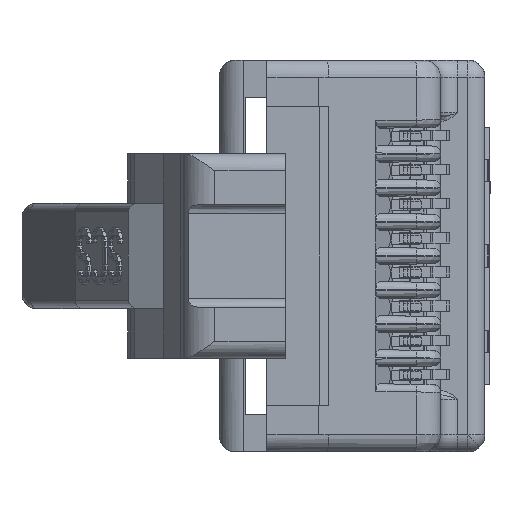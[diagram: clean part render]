
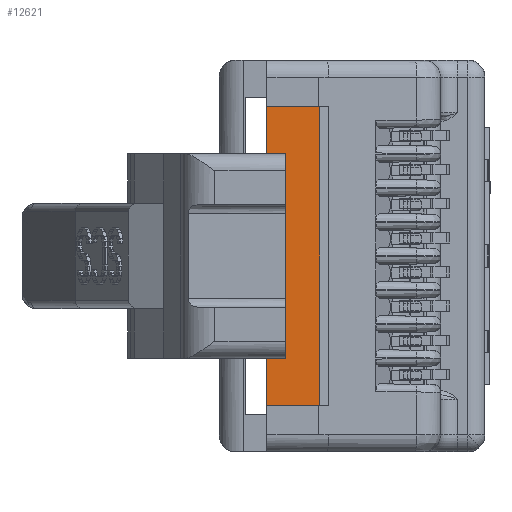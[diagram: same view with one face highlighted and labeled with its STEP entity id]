
A CAD part, left-side view. The second image highlights one B-rep face of the part: STEP entity #12621.
In plain terms, the highlighted face is planar.
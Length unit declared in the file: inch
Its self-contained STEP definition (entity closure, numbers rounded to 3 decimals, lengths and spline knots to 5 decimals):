
#165 = FACE_OUTER_BOUND ( 'NONE', #19958, .T. ) ;
#237 = LINE ( 'NONE', #25080, #5675 ) ;
#1128 = LINE ( 'NONE', #9101, #12102 ) ;
#1327 = ORIENTED_EDGE ( 'NONE', *, *, #20908, .T. ) ;
#1395 = ORIENTED_EDGE ( 'NONE', *, *, #19337, .T. ) ;
#1719 = CARTESIAN_POINT ( 'NONE',  ( 0.12, 0.078, 0.855 ) ) ;
#2973 = ORIENTED_EDGE ( 'NONE', *, *, #9294, .T. ) ;
#3120 = LINE ( 'NONE', #8807, #8953 ) ;
#3385 = EDGE_CURVE ( 'NONE', #7848, #22497, #5187, .T. ) ;
#3489 = CARTESIAN_POINT ( 'NONE',  ( 0.175, 0.038, 0.855 ) ) ;
#4540 = VECTOR ( 'NONE', #19866, 39.37008 ) ;
#4604 = VERTEX_POINT ( 'NONE', #24707 ) ;
#4678 = CARTESIAN_POINT ( 'NONE',  ( 0.175, 0.078, 0.855 ) ) ;
#5187 = LINE ( 'NONE', #4678, #6938 ) ;
#5200 = DIRECTION ( 'NONE',  ( 0., 0., 1. ) ) ;
#5675 = VECTOR ( 'NONE', #5716, 39.37008 ) ;
#5716 = DIRECTION ( 'NONE',  ( 0., 1., 0. ) ) ;
#6921 = CARTESIAN_POINT ( 'NONE',  ( -0.175, 0.038, 0.855 ) ) ;
#6938 = VECTOR ( 'NONE', #26298, 39.37008 ) ;
#7064 = CARTESIAN_POINT ( 'NONE',  ( 0.175, 0.1, 0.855 ) ) ;
#7094 = CARTESIAN_POINT ( 'NONE',  ( -0.175, 0.1, 0.855 ) ) ;
#7756 = VERTEX_POINT ( 'NONE', #14249 ) ;
#7848 = VERTEX_POINT ( 'NONE', #1719 ) ;
#7983 = CARTESIAN_POINT ( 'NONE',  ( -0.12, 0.078, 0.855 ) ) ;
#8807 = CARTESIAN_POINT ( 'NONE',  ( 0.175, 0.1, 0.855 ) ) ;
#8953 = VECTOR ( 'NONE', #17701, 39.37008 ) ;
#8975 = VECTOR ( 'NONE', #24798, 39.37008 ) ;
#9101 = CARTESIAN_POINT ( 'NONE',  ( 0.175, 0.038, 0.855 ) ) ;
#9294 = EDGE_CURVE ( 'NONE', #22497, #9331, #237, .T. ) ;
#9331 = VERTEX_POINT ( 'NONE', #12144 ) ;
#9447 = DIRECTION ( 'NONE',  ( -1., 0., 0. ) ) ;
#10280 = DIRECTION ( 'NONE',  ( -1., 0., 0. ) ) ;
#11052 = LINE ( 'NONE', #6921, #4540 ) ;
#11509 = ORIENTED_EDGE ( 'NONE', *, *, #24222, .T. ) ;
#12102 = VECTOR ( 'NONE', #17997, 39.37008 ) ;
#12144 = CARTESIAN_POINT ( 'NONE',  ( -0.12, 0.1, 0.855 ) ) ;
#12621 = ADVANCED_FACE ( 'NONE', ( #165 ), #24847, .T. ) ;
#13558 = EDGE_CURVE ( 'NONE', #7756, #13806, #1128, .T. ) ;
#13806 = VERTEX_POINT ( 'NONE', #23519 ) ;
#14249 = CARTESIAN_POINT ( 'NONE',  ( 0.175, 0.038, 0.855 ) ) ;
#14932 = EDGE_CURVE ( 'NONE', #24298, #7848, #25380, .T. ) ;
#15475 = EDGE_CURVE ( 'NONE', #7756, #4604, #16786, .T. ) ;
#16786 = LINE ( 'NONE', #3489, #17815 ) ;
#17701 = DIRECTION ( 'NONE',  ( -1., 0., 0. ) ) ;
#17815 = VECTOR ( 'NONE', #10280, 39.37008 ) ;
#17997 = DIRECTION ( 'NONE',  ( 0., 1., 0. ) ) ;
#18330 = ORIENTED_EDGE ( 'NONE', *, *, #13558, .T. ) ;
#18599 = VERTEX_POINT ( 'NONE', #7094 ) ;
#19337 = EDGE_CURVE ( 'NONE', #18599, #4604, #11052, .T. ) ;
#19866 = DIRECTION ( 'NONE',  ( 0., -1., 0. ) ) ;
#19958 = EDGE_LOOP ( 'NONE', ( #21136, #18330, #11509, #20563, #25514, #2973, #1327, #1395 ) ) ;
#20473 = CARTESIAN_POINT ( 'NONE',  ( 0.12, 0.1, 0.855 ) ) ;
#20563 = ORIENTED_EDGE ( 'NONE', *, *, #14932, .T. ) ;
#20908 = EDGE_CURVE ( 'NONE', #9331, #18599, #21908, .T. ) ;
#21136 = ORIENTED_EDGE ( 'NONE', *, *, #15475, .F. ) ;
#21908 = LINE ( 'NONE', #7064, #25998 ) ;
#22497 = VERTEX_POINT ( 'NONE', #7983 ) ;
#23519 = CARTESIAN_POINT ( 'NONE',  ( 0.175, 0.1, 0.855 ) ) ;
#24222 = EDGE_CURVE ( 'NONE', #13806, #24298, #3120, .T. ) ;
#24298 = VERTEX_POINT ( 'NONE', #20473 ) ;
#24565 = CARTESIAN_POINT ( 'NONE',  ( 0.175, 0.038, 0.855 ) ) ;
#24594 = AXIS2_PLACEMENT_3D ( 'NONE', #24565, #5200, #24946 ) ;
#24707 = CARTESIAN_POINT ( 'NONE',  ( -0.175, 0.038, 0.855 ) ) ;
#24798 = DIRECTION ( 'NONE',  ( 0., -1., 0. ) ) ;
#24847 = PLANE ( 'NONE',  #24594 ) ;
#24896 = CARTESIAN_POINT ( 'NONE',  ( 0.12, 0.038, 0.855 ) ) ;
#24946 = DIRECTION ( 'NONE',  ( 1., 0., 0. ) ) ;
#25080 = CARTESIAN_POINT ( 'NONE',  ( -0.12, 0.038, 0.855 ) ) ;
#25380 = LINE ( 'NONE', #24896, #8975 ) ;
#25514 = ORIENTED_EDGE ( 'NONE', *, *, #3385, .T. ) ;
#25998 = VECTOR ( 'NONE', #9447, 39.37008 ) ;
#26298 = DIRECTION ( 'NONE',  ( -1., 0., 0. ) ) ;
